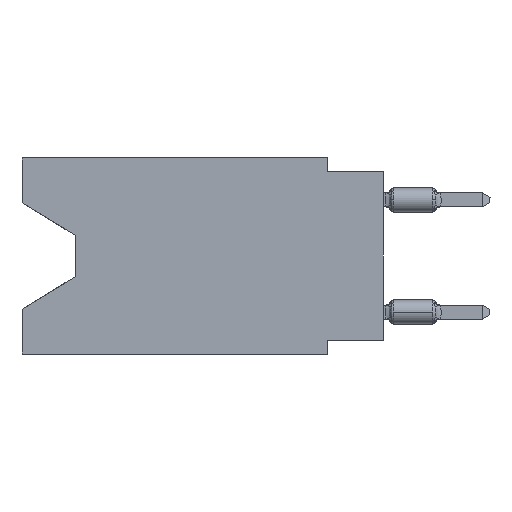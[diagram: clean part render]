
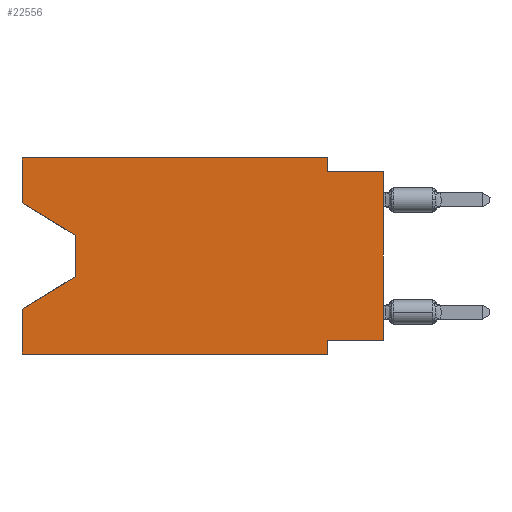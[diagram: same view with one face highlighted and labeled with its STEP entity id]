
A CAD part, left-side view. The second image highlights one B-rep face of the part: STEP entity #22556.
In plain terms, the highlighted planar face has unit normal (-1, 0, 0).
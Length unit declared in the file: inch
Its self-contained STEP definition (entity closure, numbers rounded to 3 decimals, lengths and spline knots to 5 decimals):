
#767 = VERTEX_POINT ( 'NONE', #36210 ) ;
#1004 = CARTESIAN_POINT ( 'NONE',  ( 0., 0.55, -0.138 ) ) ;
#1297 = DIRECTION ( 'NONE',  ( 0., -0.855, -0.519 ) ) ;
#5151 = DIRECTION ( 'NONE',  ( 1., 0., 0. ) ) ;
#5190 = VERTEX_POINT ( 'NONE', #39155 ) ;
#5422 = LINE ( 'NONE', #49441, #58552 ) ;
#7399 = CARTESIAN_POINT ( 'NONE',  ( 0., 0.1, -0.325 ) ) ;
#7848 = VECTOR ( 'NONE', #62218, 39.37008 ) ;
#8588 = CARTESIAN_POINT ( 'NONE',  ( 0., 0., -0.325 ) ) ;
#9301 = VECTOR ( 'NONE', #18409, 39.37008 ) ;
#9382 = EDGE_CURVE ( 'NONE', #53635, #27949, #50723, .T. ) ;
#9893 = ORIENTED_EDGE ( 'NONE', *, *, #37024, .F. ) ;
#10072 = VECTOR ( 'NONE', #27287, 39.37008 ) ;
#11497 = VERTEX_POINT ( 'NONE', #49403 ) ;
#12741 = VECTOR ( 'NONE', #50951, 39.37008 ) ;
#13213 = ORIENTED_EDGE ( 'NONE', *, *, #39473, .F. ) ;
#13341 = LINE ( 'NONE', #8588, #9301 ) ;
#15918 = CARTESIAN_POINT ( 'NONE',  ( 0., 0.645, 0. ) ) ;
#16765 = ORIENTED_EDGE ( 'NONE', *, *, #61637, .F. ) ;
#16827 = CARTESIAN_POINT ( 'NONE',  ( 0., 0.645, 0. ) ) ;
#17183 = ORIENTED_EDGE ( 'NONE', *, *, #35200, .T. ) ;
#17295 = VERTEX_POINT ( 'NONE', #55947 ) ;
#18409 = DIRECTION ( 'NONE',  ( 0., 1., 0. ) ) ;
#19124 = DIRECTION ( 'NONE',  ( 0., 0., 1. ) ) ;
#19741 = LINE ( 'NONE', #42887, #7848 ) ;
#20246 = ORIENTED_EDGE ( 'NONE', *, *, #49664, .F. ) ;
#20503 = LINE ( 'NONE', #24034, #41019 ) ;
#21016 = ORIENTED_EDGE ( 'NONE', *, *, #58598, .T. ) ;
#21811 = VECTOR ( 'NONE', #61971, 39.37008 ) ;
#22384 = EDGE_LOOP ( 'NONE', ( #36982, #17183, #52843, #20246, #21016, #32353, #16765, #35578, #13213, #9893, #57834, #49679 ) ) ;
#22556 = ADVANCED_FACE ( 'NONE', ( #39668 ), #49168, .F. ) ;
#22903 = CARTESIAN_POINT ( 'NONE',  ( 0., 0., -0.025 ) ) ;
#23049 = VERTEX_POINT ( 'NONE', #61650 ) ;
#24034 = CARTESIAN_POINT ( 'NONE',  ( 0., 0.55, -0.212 ) ) ;
#24206 = EDGE_CURVE ( 'NONE', #62279, #44717, #45546, .T. ) ;
#25533 = VECTOR ( 'NONE', #19124, 39.37008 ) ;
#25848 = VERTEX_POINT ( 'NONE', #47585 ) ;
#26978 = CARTESIAN_POINT ( 'NONE',  ( 0., 0., 0. ) ) ;
#27287 = DIRECTION ( 'NONE',  ( 0., 0., 1. ) ) ;
#27949 = VERTEX_POINT ( 'NONE', #22903 ) ;
#30735 = LINE ( 'NONE', #35184, #47568 ) ;
#32353 = ORIENTED_EDGE ( 'NONE', *, *, #24206, .F. ) ;
#33106 = VECTOR ( 'NONE', #36128, 39.37008 ) ;
#33447 = CARTESIAN_POINT ( 'NONE',  ( 0., 0.645, 0. ) ) ;
#33866 = AXIS2_PLACEMENT_3D ( 'NONE', #15918, #5151, #58975 ) ;
#34021 = LINE ( 'NONE', #59268, #37267 ) ;
#34075 = LINE ( 'NONE', #33447, #40067 ) ;
#34924 = EDGE_CURVE ( 'NONE', #5190, #11497, #20503, .T. ) ;
#35184 = CARTESIAN_POINT ( 'NONE',  ( 0., 0.645, -0.08025 ) ) ;
#35200 = EDGE_CURVE ( 'NONE', #61470, #5190, #51216, .T. ) ;
#35301 = EDGE_CURVE ( 'NONE', #47313, #17295, #34075, .T. ) ;
#35578 = ORIENTED_EDGE ( 'NONE', *, *, #9382, .T. ) ;
#36128 = DIRECTION ( 'NONE',  ( 0., 0., 1. ) ) ;
#36210 = CARTESIAN_POINT ( 'NONE',  ( 0., 0.645, -0.08025 ) ) ;
#36982 = ORIENTED_EDGE ( 'NONE', *, *, #47224, .T. ) ;
#37024 = EDGE_CURVE ( 'NONE', #17295, #23049, #19741, .T. ) ;
#37267 = VECTOR ( 'NONE', #48269, 39.37008 ) ;
#38389 = EDGE_CURVE ( 'NONE', #767, #47313, #41495, .T. ) ;
#39155 = CARTESIAN_POINT ( 'NONE',  ( 0., 0.55, -0.212 ) ) ;
#39473 = EDGE_CURVE ( 'NONE', #23049, #27949, #34021, .T. ) ;
#39668 = FACE_OUTER_BOUND ( 'NONE', #22384, .T. ) ;
#39946 = DIRECTION ( 'NONE',  ( 0., -1., 0. ) ) ;
#40067 = VECTOR ( 'NONE', #54031, 39.37008 ) ;
#41019 = VECTOR ( 'NONE', #58531, 39.37008 ) ;
#41495 = LINE ( 'NONE', #16827, #33106 ) ;
#42887 = CARTESIAN_POINT ( 'NONE',  ( 0., 0.1, 0. ) ) ;
#44717 = VERTEX_POINT ( 'NONE', #45130 ) ;
#45130 = CARTESIAN_POINT ( 'NONE',  ( 0., 0.1, -0.35 ) ) ;
#45546 = LINE ( 'NONE', #55089, #12741 ) ;
#47086 = CARTESIAN_POINT ( 'NONE',  ( 0., 0.55, -0.138 ) ) ;
#47224 = EDGE_CURVE ( 'NONE', #767, #61470, #30735, .T. ) ;
#47313 = VERTEX_POINT ( 'NONE', #60832 ) ;
#47568 = VECTOR ( 'NONE', #1297, 39.37008 ) ;
#47585 = CARTESIAN_POINT ( 'NONE',  ( 0., 0.645, -0.35 ) ) ;
#48269 = DIRECTION ( 'NONE',  ( 0., -1., 0. ) ) ;
#49168 = PLANE ( 'NONE',  #33866 ) ;
#49403 = CARTESIAN_POINT ( 'NONE',  ( 0., 0.645, -0.26975 ) ) ;
#49441 = CARTESIAN_POINT ( 'NONE',  ( 0., 0.645, -0.35 ) ) ;
#49664 = EDGE_CURVE ( 'NONE', #25848, #11497, #53957, .T. ) ;
#49679 = ORIENTED_EDGE ( 'NONE', *, *, #38389, .F. ) ;
#50723 = LINE ( 'NONE', #26978, #10072 ) ;
#50951 = DIRECTION ( 'NONE',  ( 0., 0., -1. ) ) ;
#51216 = LINE ( 'NONE', #47086, #21811 ) ;
#52843 = ORIENTED_EDGE ( 'NONE', *, *, #34924, .T. ) ;
#53635 = VERTEX_POINT ( 'NONE', #61656 ) ;
#53957 = LINE ( 'NONE', #62520, #25533 ) ;
#54031 = DIRECTION ( 'NONE',  ( 0., -1., 0. ) ) ;
#55089 = CARTESIAN_POINT ( 'NONE',  ( 0., 0.1, -0.35 ) ) ;
#55947 = CARTESIAN_POINT ( 'NONE',  ( 0., 0.1, 0. ) ) ;
#57834 = ORIENTED_EDGE ( 'NONE', *, *, #35301, .F. ) ;
#58531 = DIRECTION ( 'NONE',  ( 0., 0.855, -0.519 ) ) ;
#58552 = VECTOR ( 'NONE', #39946, 39.37008 ) ;
#58598 = EDGE_CURVE ( 'NONE', #25848, #44717, #5422, .T. ) ;
#58975 = DIRECTION ( 'NONE',  ( 0., 0., -1. ) ) ;
#59268 = CARTESIAN_POINT ( 'NONE',  ( 0., 0., -0.025 ) ) ;
#60832 = CARTESIAN_POINT ( 'NONE',  ( 0., 0.645, 0. ) ) ;
#61470 = VERTEX_POINT ( 'NONE', #1004 ) ;
#61637 = EDGE_CURVE ( 'NONE', #53635, #62279, #13341, .T. ) ;
#61650 = CARTESIAN_POINT ( 'NONE',  ( 0., 0.1, -0.025 ) ) ;
#61656 = CARTESIAN_POINT ( 'NONE',  ( 0., 0., -0.325 ) ) ;
#61971 = DIRECTION ( 'NONE',  ( 0., 0., -1. ) ) ;
#62218 = DIRECTION ( 'NONE',  ( 0., 0., -1. ) ) ;
#62279 = VERTEX_POINT ( 'NONE', #7399 ) ;
#62520 = CARTESIAN_POINT ( 'NONE',  ( 0., 0.645, 0. ) ) ;
